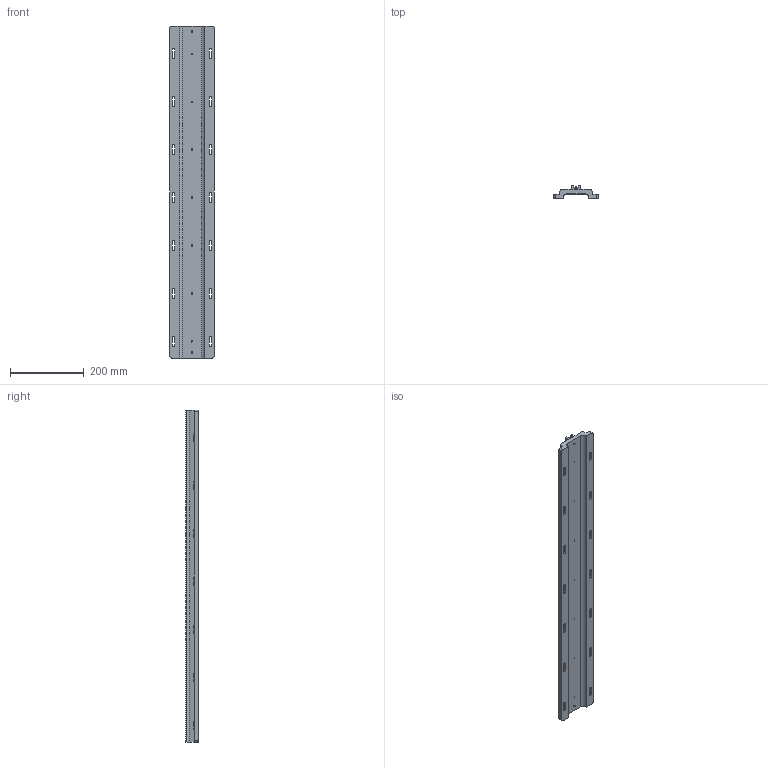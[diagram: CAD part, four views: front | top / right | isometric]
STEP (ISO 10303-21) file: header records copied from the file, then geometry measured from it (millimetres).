
FILE_DESCRIPTION (( 'STEP AP203' ), '1' );
FILE_NAME ('01PBH-3M.STEP', '2016-02-24T07:13:44', ( '' ), ( '' ), 'SwSTEP 2.0', 'SolidWorks 2016', '' );
FILE_SCHEMA (( 'CONFIG_CONTROL_DESIGN' ));
Products named in the file (1): 01PBH-3M
Bounding box: 120 x 34.5 x 900 mm (x, y, z)
Surface area: 346783.8 mm2 (no closed solid volume)
Topology: 0 solids, 8 shells, 1357 faces, 5173 edges, 3460 vertices
Faces by surface type: plane 1238, cylinder 119
Entity records: 52899 total; most frequent: CARTESIAN_POINT 10111, ORIENTED_EDGE 8826, DIRECTION 8085, EDGE_CURVE 5173, VECTOR 4897, LINE 4897, VERTEX_POINT 3460, AXIS2_PLACEMENT_3D 1594
